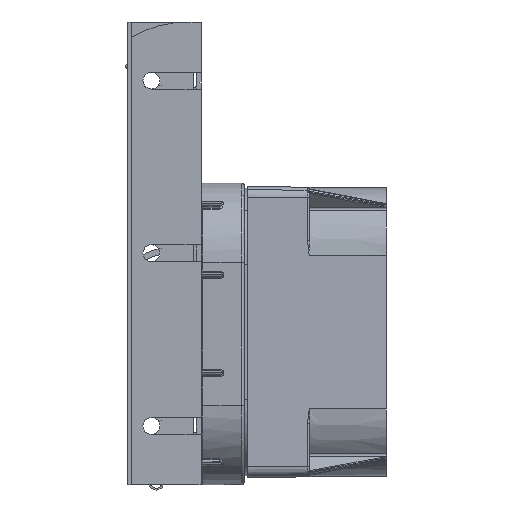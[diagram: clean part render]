
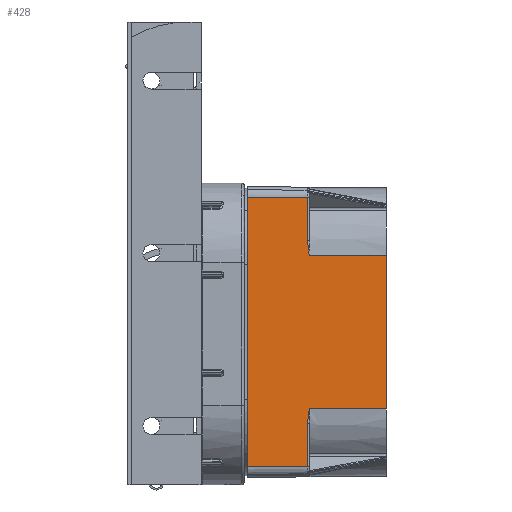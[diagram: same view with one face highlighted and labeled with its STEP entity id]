
A CAD part, left-side view. The second image highlights one B-rep face of the part: STEP entity #428.
In plain terms, the highlighted planar face has unit normal (-1, -0.009, 0).
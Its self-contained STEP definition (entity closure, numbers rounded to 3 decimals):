
#428=ADVANCED_FACE('',(#2517),#2518,.T.);
#2517=FACE_OUTER_BOUND('',#14448,.T.);
#2518=PLANE('',#14449);
#14448=EDGE_LOOP('',(#27054,#27055,#27056,#27057,#27058,#27059,#27060,#27061,#27062,#27063));
#14449=AXIS2_PLACEMENT_3D('',#27064,#27065,#27066);
#27054=ORIENTED_EDGE('',*,*,#39454,.T.);
#27055=ORIENTED_EDGE('',*,*,#39452,.T.);
#27056=ORIENTED_EDGE('',*,*,#39450,.T.);
#27057=ORIENTED_EDGE('',*,*,#39445,.T.);
#27058=ORIENTED_EDGE('',*,*,#39443,.T.);
#27059=ORIENTED_EDGE('',*,*,#39441,.T.);
#27060=ORIENTED_EDGE('',*,*,#39439,.T.);
#27061=ORIENTED_EDGE('',*,*,#39616,.F.);
#27062=ORIENTED_EDGE('',*,*,#39617,.T.);
#27063=ORIENTED_EDGE('',*,*,#39595,.T.);
#27064=CARTESIAN_POINT('',(17.057,4.999,60.051));
#27065=DIRECTION('',(-1.,-0.009,0.));
#27066=DIRECTION('',(-0.009,1.,0.0));
#39439=EDGE_CURVE('',#44935,#44932,#44936,.F.);
#39441=EDGE_CURVE('',#44938,#44935,#44939,.F.);
#39443=EDGE_CURVE('',#44941,#44938,#44942,.T.);
#39445=EDGE_CURVE('',#44944,#44941,#44945,.F.);
#39450=EDGE_CURVE('',#44950,#44944,#44951,.F.);
#39452=EDGE_CURVE('',#44953,#44950,#44954,.T.);
#39454=EDGE_CURVE('',#44821,#44953,#44956,.T.);
#39595=EDGE_CURVE('',#45176,#44821,#45177,.F.);
#39616=EDGE_CURVE('',#45206,#44932,#45208,.F.);
#39617=EDGE_CURVE('',#45206,#45176,#45209,.F.);
#44821=VERTEX_POINT('',#54878);
#44932=VERTEX_POINT('',#55163);
#44935=VERTEX_POINT('',#55166);
#44936=LINE('',#55167,#55168);
#44938=VERTEX_POINT('',#55170);
#44939=B_SPLINE_CURVE_WITH_KNOTS('',3,(#55171,#55172,#55173,#55174,#55175,#55176,#55177,#55178),.UNSPECIFIED.,.F.,.F.,(4,2,2,4),(0.,0.001,0.002,0.005),.UNSPECIFIED.);
#44941=VERTEX_POINT('',#55180);
#44942=LINE('',#55181,#55182);
#44944=VERTEX_POINT('',#55184);
#44945=LINE('',#55185,#55186);
#44950=VERTEX_POINT('',#55194);
#44951=LINE('',#55195,#55196);
#44953=VERTEX_POINT('',#55198);
#44954=B_SPLINE_CURVE_WITH_KNOTS('',3,(#55199,#55200,#55201,#55202,#55203,#55204,#55205,#55206),.UNSPECIFIED.,.F.,.F.,(4,2,2,4),(0.,0.001,0.002,0.005),.UNSPECIFIED.);
#44956=LINE('',#55208,#55209);
#45176=VERTEX_POINT('',#55827);
#45177=LINE('',#55828,#55829);
#45206=VERTEX_POINT('',#55870);
#45208=LINE('',#55872,#55873);
#45209=LINE('',#55874,#55875);
#54878=CARTESIAN_POINT('',(17.228,-14.505,-8.549));
#55163=CARTESIAN_POINT('',(17.228,-14.505,78.751));
#55166=CARTESIAN_POINT('',(17.228,-14.505,64.697));
#55167=CARTESIAN_POINT('',(17.228,-14.505,78.751));
#55168=VECTOR('',#70430,1000.0);
#55170=CARTESIAN_POINT('',(17.232,-15.001,60.051));
#55171=CARTESIAN_POINT('',(17.228,-14.505,64.697));
#55172=CARTESIAN_POINT('',(17.228,-14.505,64.307));
#55173=CARTESIAN_POINT('',(17.228,-14.525,63.917));
#55174=CARTESIAN_POINT('',(17.228,-14.585,63.14));
#55175=CARTESIAN_POINT('',(17.229,-14.626,62.752));
#55176=CARTESIAN_POINT('',(17.23,-14.766,61.592));
#55177=CARTESIAN_POINT('',(17.231,-14.883,60.822));
#55178=CARTESIAN_POINT('',(17.232,-15.001,60.051));
#55180=CARTESIAN_POINT('',(17.45,-40.001,60.051));
#55181=CARTESIAN_POINT('',(17.057,4.999,60.051));
#55182=VECTOR('',#70437,1000.0);
#55184=CARTESIAN_POINT('',(17.45,-40.001,10.151));
#55185=CARTESIAN_POINT('',(17.45,-40.001,60.051));
#55186=VECTOR('',#70441,1000.0);
#55194=CARTESIAN_POINT('',(17.232,-15.001,10.151));
#55195=CARTESIAN_POINT('',(17.057,4.999,10.151));
#55196=VECTOR('',#70448,1000.0);
#55198=CARTESIAN_POINT('',(17.228,-14.505,5.505));
#55199=CARTESIAN_POINT('',(17.228,-14.505,5.505));
#55200=CARTESIAN_POINT('',(17.228,-14.505,5.895));
#55201=CARTESIAN_POINT('',(17.228,-14.525,6.285));
#55202=CARTESIAN_POINT('',(17.228,-14.585,7.062));
#55203=CARTESIAN_POINT('',(17.229,-14.626,7.45));
#55204=CARTESIAN_POINT('',(17.23,-14.766,8.61));
#55205=CARTESIAN_POINT('',(17.231,-14.883,9.38));
#55206=CARTESIAN_POINT('',(17.232,-15.001,10.151));
#55208=CARTESIAN_POINT('',(17.228,-14.505,10.151));
#55209=VECTOR('',#70455,1000.0);
#55827=CARTESIAN_POINT('',(17.057,4.999,-8.549));
#55828=CARTESIAN_POINT('',(17.057,4.999,-8.549));
#55829=VECTOR('',#70680,1000.0);
#55870=CARTESIAN_POINT('',(17.057,4.999,78.751));
#55872=CARTESIAN_POINT('',(17.057,4.999,78.751));
#55873=VECTOR('',#70717,1000.0);
#55874=CARTESIAN_POINT('',(17.057,4.999,60.051));
#55875=VECTOR('',#70718,1000.0);
#70430=DIRECTION('',(0.,0.,-1.0));
#70437=DIRECTION('',(-0.009,1.,0.));
#70441=DIRECTION('',(0.,0.0,-1.0));
#70448=DIRECTION('',(-0.009,1.,0.));
#70455=DIRECTION('',(0.,0.,1.0));
#70680=DIRECTION('',(-0.009,1.,0.0));
#70717=DIRECTION('',(-0.009,1.,0.0));
#70718=DIRECTION('',(0.,0.,1.0));
